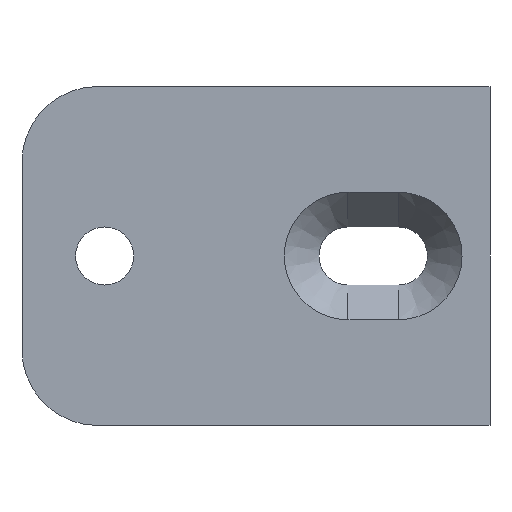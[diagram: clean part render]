
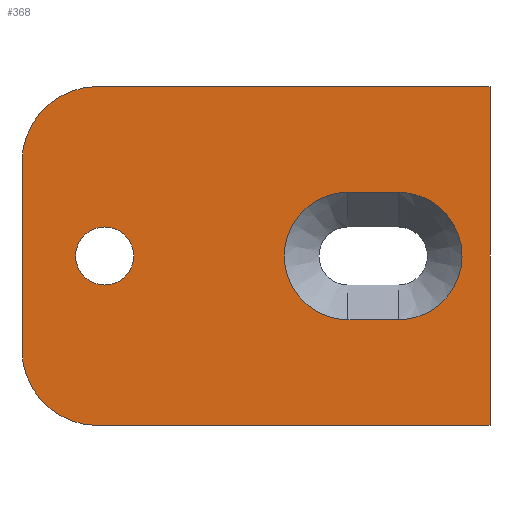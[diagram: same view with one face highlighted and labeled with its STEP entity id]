
A CAD part, front view. The second image highlights one B-rep face of the part: STEP entity #368.
In plain terms, the highlighted planar face has unit normal (0, -1, 0).
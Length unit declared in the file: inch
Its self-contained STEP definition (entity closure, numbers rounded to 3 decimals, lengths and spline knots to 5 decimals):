
#1=CARTESIAN_POINT('',(-0.491,0.,0.291));
#2=DIRECTION('',(0.,-1.,0.));
#3=DIRECTION('',(0.,0.,1.));
#4=AXIS2_PLACEMENT_3D('',#1,#2,#3);
#6=DIRECTION('',(1.,0.,0.));
#7=VECTOR('',#6,1.216);
#8=CARTESIAN_POINT('',(-0.491,0.,0.525));
#9=LINE('',#8,#7);
#10=DIRECTION('',(0.,0.,-1.));
#11=VECTOR('',#10,1.05);
#12=CARTESIAN_POINT('',(0.725,0.,0.525));
#13=LINE('',#12,#11);
#14=DIRECTION('',(-1.,0.,0.));
#15=VECTOR('',#14,1.216);
#16=CARTESIAN_POINT('',(0.725,0.,-0.525));
#17=LINE('',#16,#15);
#18=CARTESIAN_POINT('',(-0.491,0.,-0.291));
#19=DIRECTION('',(0.,-1.,0.));
#20=DIRECTION('',(-1.,0.,0.));
#21=AXIS2_PLACEMENT_3D('',#18,#19,#20);
#23=DIRECTION('',(0.,0.,1.));
#24=VECTOR('',#23,0.582);
#25=CARTESIAN_POINT('',(-0.725,0.,-0.291));
#26=LINE('',#25,#24);
#27=CARTESIAN_POINT('',(-0.469,0.,0.));
#28=DIRECTION('',(0.,1.,0.));
#29=DIRECTION('',(1.,0.,0.));
#30=AXIS2_PLACEMENT_3D('',#27,#28,#29);
#32=CARTESIAN_POINT('',(-0.469,0.,0.));
#33=DIRECTION('',(0.,1.,0.));
#34=DIRECTION('',(-1.,0.,0.));
#35=AXIS2_PLACEMENT_3D('',#32,#33,#34);
#37=DIRECTION('',(1.,0.,0.));
#38=VECTOR('',#37,0.156);
#39=CARTESIAN_POINT('',(0.285,0.,-0.1975));
#40=LINE('',#39,#38);
#41=CARTESIAN_POINT('',(0.441,0.,0.));
#42=DIRECTION('',(0.,-1.,0.));
#43=DIRECTION('',(0.,0.,-1.));
#44=AXIS2_PLACEMENT_3D('',#41,#42,#43);
#46=DIRECTION('',(-1.,0.,0.));
#47=VECTOR('',#46,0.156);
#48=CARTESIAN_POINT('',(0.441,0.,0.1975));
#49=LINE('',#48,#47);
#50=CARTESIAN_POINT('',(0.285,0.,0.));
#51=DIRECTION('',(0.,-1.,0.));
#52=DIRECTION('',(0.,0.,1.));
#53=AXIS2_PLACEMENT_3D('',#50,#51,#52);
#257=CARTESIAN_POINT('',(0.725,0.,0.525));
#258=CARTESIAN_POINT('',(0.725,0.,-0.525));
#259=VERTEX_POINT('',#257);
#260=VERTEX_POINT('',#258);
#281=CARTESIAN_POINT('',(-0.379,0.,0.));
#282=CARTESIAN_POINT('',(-0.559,0.,0.));
#283=VERTEX_POINT('',#281);
#284=VERTEX_POINT('',#282);
#293=CARTESIAN_POINT('',(-0.491,0.,0.525));
#294=CARTESIAN_POINT('',(-0.725,0.,0.291));
#295=VERTEX_POINT('',#293);
#296=VERTEX_POINT('',#294);
#301=CARTESIAN_POINT('',(-0.725,0.,-0.291));
#302=CARTESIAN_POINT('',(-0.491,0.,-0.525));
#303=VERTEX_POINT('',#301);
#304=VERTEX_POINT('',#302);
#317=CARTESIAN_POINT('',(0.285,0.,-0.1975));
#318=CARTESIAN_POINT('',(0.441,0.,-0.1975));
#319=VERTEX_POINT('',#317);
#320=VERTEX_POINT('',#318);
#321=CARTESIAN_POINT('',(0.441,0.,0.1975));
#322=VERTEX_POINT('',#321);
#323=CARTESIAN_POINT('',(0.285,0.,0.1975));
#324=VERTEX_POINT('',#323);
#333=CARTESIAN_POINT('',(0.,0.,0.));
#334=DIRECTION('',(0.,1.,0.));
#335=DIRECTION('',(1.,0.,0.));
#336=AXIS2_PLACEMENT_3D('',#333,#334,#335);
#337=PLANE('',#336);
#339=ORIENTED_EDGE('',*,*,#338,.F.);
#341=ORIENTED_EDGE('',*,*,#340,.T.);
#343=ORIENTED_EDGE('',*,*,#342,.T.);
#345=ORIENTED_EDGE('',*,*,#344,.T.);
#347=ORIENTED_EDGE('',*,*,#346,.F.);
#349=ORIENTED_EDGE('',*,*,#348,.T.);
#350=EDGE_LOOP('',(#339,#341,#343,#345,#347,#349));
#351=FACE_OUTER_BOUND('',#350,.F.);
#353=ORIENTED_EDGE('',*,*,#352,.F.);
#355=ORIENTED_EDGE('',*,*,#354,.F.);
#356=EDGE_LOOP('',(#353,#355));
#357=FACE_BOUND('',#356,.F.);
#359=ORIENTED_EDGE('',*,*,#358,.T.);
#361=ORIENTED_EDGE('',*,*,#360,.T.);
#363=ORIENTED_EDGE('',*,*,#362,.T.);
#365=ORIENTED_EDGE('',*,*,#364,.T.);
#366=EDGE_LOOP('',(#359,#361,#363,#365));
#367=FACE_BOUND('',#366,.F.);
#368=ADVANCED_FACE('',(#351,#357,#367),#337,.F.);
#5=CIRCLE('',#4,0.234);
#22=CIRCLE('',#21,0.234);
#31=CIRCLE('',#30,0.09);
#36=CIRCLE('',#35,0.09);
#45=CIRCLE('',#44,0.1975);
#54=CIRCLE('',#53,0.1975);
#338=EDGE_CURVE('',#295,#296,#5,.T.);
#340=EDGE_CURVE('',#295,#259,#9,.T.);
#342=EDGE_CURVE('',#259,#260,#13,.T.);
#344=EDGE_CURVE('',#260,#304,#17,.T.);
#346=EDGE_CURVE('',#303,#304,#22,.T.);
#348=EDGE_CURVE('',#303,#296,#26,.T.);
#352=EDGE_CURVE('',#283,#284,#31,.T.);
#354=EDGE_CURVE('',#284,#283,#36,.T.);
#358=EDGE_CURVE('',#319,#320,#40,.T.);
#360=EDGE_CURVE('',#320,#322,#45,.T.);
#362=EDGE_CURVE('',#322,#324,#49,.T.);
#364=EDGE_CURVE('',#324,#319,#54,.T.);
